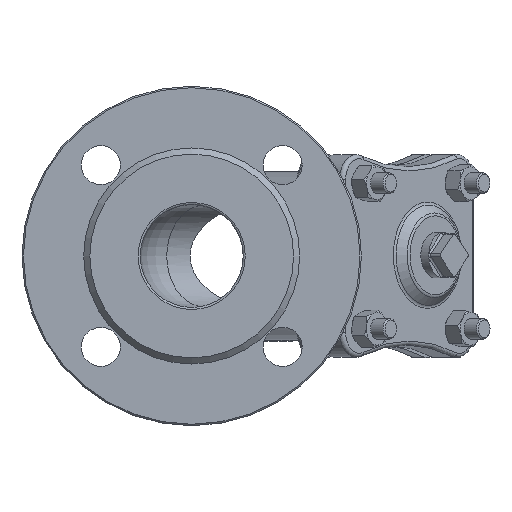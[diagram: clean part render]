
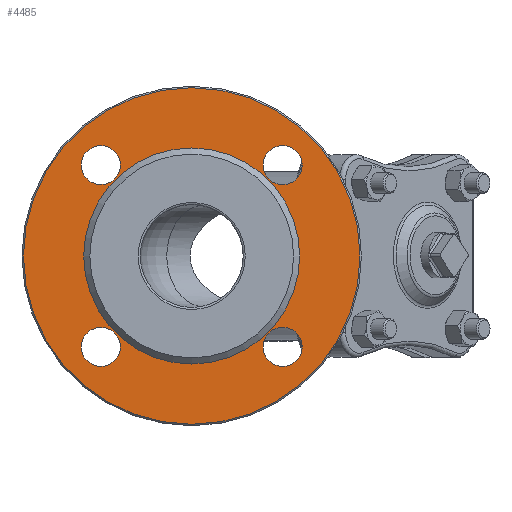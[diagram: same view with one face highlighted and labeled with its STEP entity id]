
A CAD part, left-side view. The second image highlights one B-rep face of the part: STEP entity #4485.
In plain terms, the highlighted planar face has unit normal (-1, 0, 0).
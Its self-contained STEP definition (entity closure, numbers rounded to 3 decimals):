
#159=FACE_BOUND('',#859,.T.);
#160=FACE_BOUND('',#860,.T.);
#161=FACE_BOUND('',#861,.T.);
#162=FACE_BOUND('',#862,.T.);
#163=FACE_BOUND('',#863,.T.);
#227=PLANE('',#4987);
#563=FACE_OUTER_BOUND('',#858,.T.);
#858=EDGE_LOOP('',(#3436));
#859=EDGE_LOOP('',(#3437));
#860=EDGE_LOOP('',(#3438));
#861=EDGE_LOOP('',(#3439));
#862=EDGE_LOOP('',(#3440));
#863=EDGE_LOOP('',(#3441));
#1639=CIRCLE('',#4986,52.5);
#1640=CIRCLE('',#4988,81.8);
#1641=CIRCLE('',#4989,9.5);
#1642=CIRCLE('',#4990,9.5);
#1643=CIRCLE('',#4991,9.5);
#1644=CIRCLE('',#4992,9.5);
#1974=VERTEX_POINT('',#8472);
#1975=VERTEX_POINT('',#8476);
#1976=VERTEX_POINT('',#8478);
#1977=VERTEX_POINT('',#8480);
#1978=VERTEX_POINT('',#8482);
#1979=VERTEX_POINT('',#8484);
#2499=EDGE_CURVE('',#1974,#1974,#1639,.T.);
#2501=EDGE_CURVE('',#1975,#1975,#1640,.T.);
#2502=EDGE_CURVE('',#1976,#1976,#1641,.T.);
#2503=EDGE_CURVE('',#1977,#1977,#1642,.T.);
#2504=EDGE_CURVE('',#1978,#1978,#1643,.T.);
#2505=EDGE_CURVE('',#1979,#1979,#1644,.T.);
#3436=ORIENTED_EDGE('',*,*,#2501,.F.);
#3437=ORIENTED_EDGE('',*,*,#2502,.T.);
#3438=ORIENTED_EDGE('',*,*,#2503,.T.);
#3439=ORIENTED_EDGE('',*,*,#2504,.T.);
#3440=ORIENTED_EDGE('',*,*,#2505,.T.);
#3441=ORIENTED_EDGE('',*,*,#2499,.F.);
#4485=ADVANCED_FACE('',(#563,#159,#160,#161,#162,#163),#227,.F.);
#4986=AXIS2_PLACEMENT_3D('',#8473,#5912,#5913);
#4987=AXIS2_PLACEMENT_3D('',#8475,#5915,#5916);
#4988=AXIS2_PLACEMENT_3D('',#8477,#5917,#5918);
#4989=AXIS2_PLACEMENT_3D('',#8479,#5919,#5920);
#4990=AXIS2_PLACEMENT_3D('',#8481,#5921,#5922);
#4991=AXIS2_PLACEMENT_3D('',#8483,#5923,#5924);
#4992=AXIS2_PLACEMENT_3D('',#8485,#5925,#5926);
#5912=DIRECTION('center_axis',(-1.,0.,0.));
#5913=DIRECTION('ref_axis',(0.,0.,1.));
#5915=DIRECTION('center_axis',(1.,0.,0.));
#5916=DIRECTION('ref_axis',(0.,0.,-1.));
#5917=DIRECTION('center_axis',(1.,0.,0.));
#5918=DIRECTION('ref_axis',(0.,1.,0.));
#5919=DIRECTION('center_axis',(1.,0.,0.));
#5920=DIRECTION('ref_axis',(0.,-1.,0.));
#5921=DIRECTION('center_axis',(1.,0.,0.));
#5922=DIRECTION('ref_axis',(0.,-1.,0.));
#5923=DIRECTION('center_axis',(1.,0.,0.));
#5924=DIRECTION('ref_axis',(0.,-1.,0.));
#5925=DIRECTION('center_axis',(1.,0.,0.));
#5926=DIRECTION('ref_axis',(0.,-1.,0.));
#8472=CARTESIAN_POINT('',(-207.,0.,-52.5));
#8473=CARTESIAN_POINT('Origin',(-207.,0.,0.));
#8475=CARTESIAN_POINT('Origin',(-207.,0.,0.));
#8476=CARTESIAN_POINT('',(-207.,-81.8,0.));
#8477=CARTESIAN_POINT('Origin',(-207.,0.,0.));
#8478=CARTESIAN_POINT('',(-207.,-34.694,-44.194));
#8479=CARTESIAN_POINT('Origin',(-207.,-44.194,-44.194));
#8480=CARTESIAN_POINT('',(-207.,-34.694,44.194));
#8481=CARTESIAN_POINT('Origin',(-207.,-44.194,44.194));
#8482=CARTESIAN_POINT('',(-207.,53.694,44.194));
#8483=CARTESIAN_POINT('Origin',(-207.,44.194,44.194));
#8484=CARTESIAN_POINT('',(-207.,53.694,-44.194));
#8485=CARTESIAN_POINT('Origin',(-207.,44.194,-44.194));
